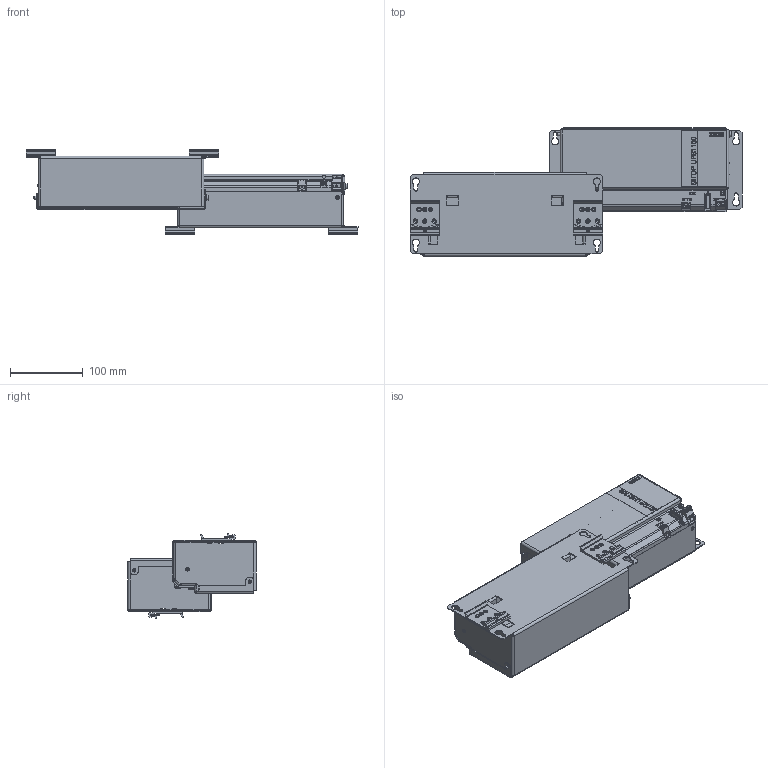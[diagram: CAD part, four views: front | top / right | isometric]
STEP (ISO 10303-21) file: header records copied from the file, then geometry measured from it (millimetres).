
FILE_DESCRIPTION( ( 'Unknown' ), '1' );
FILE_NAME( '6ep41320gb000ay0_001_stp.stp', 'Unknown', ( 'Unknown' ), ( 'Unknown' ), 'PSStep 13.0', 'Unknown', ' ' );
FILE_SCHEMA( ( 'AUTOMOTIVE_DESIGN { 1 0 10303 214 1 1 1 1 }' ) );
Length unit declared in the file: millimetre
Products named in the file (6): Assem1; 6ep41320gb000ay0
Bounding box: 456.7 x 176.5 x 116.5 mm (x, y, z)
Volume: 357416.1 mm3; surface area: 446884.1 mm2
Topology: 10 solids, 12 shells, 3024 faces, 7822 edges, 5084 vertices
Faces by surface type: plane 2128, cylinder 698, extrusion 80, cone 62, torus 30, bspline 18, sphere 8
Full cylindrical faces by diameter (mm): 0.457 x2, 1 x8, 1.1 x12, 1.2 x10, 1.3 x4, 1.5 x10, 1.6 x8, 1.7 x16, 1.9 x2, 2.7 x16, 2.8 x10, 3 x24, 3.14 x2, 3.2 x38, 3.3 x8, 3.5 x4, 4 x22, 4.1 x2, 4.22 x4, 4.25 x4, 4.3 x2, 4.5 x2, 5 x4, 5.2 x4, 5.38 x2, 5.4 x2, 5.6 x8, 6.3 x4, 6.496 x4, 6.5 x2
Entity records: 65164 total; most frequent: CARTESIAN_POINT 15685, ORIENTED_EDGE 7344, DIRECTION 7009, EDGE_CURVE 3672, VERTEX_POINT 2492, VECTOR 2485, LINE 2445, AXIS2_PLACEMENT_3D 2262
